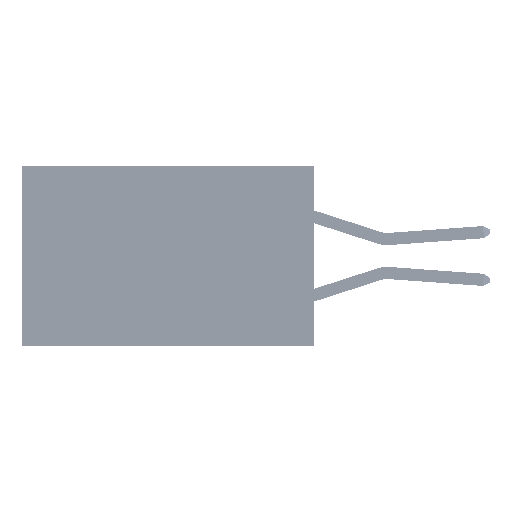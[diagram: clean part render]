
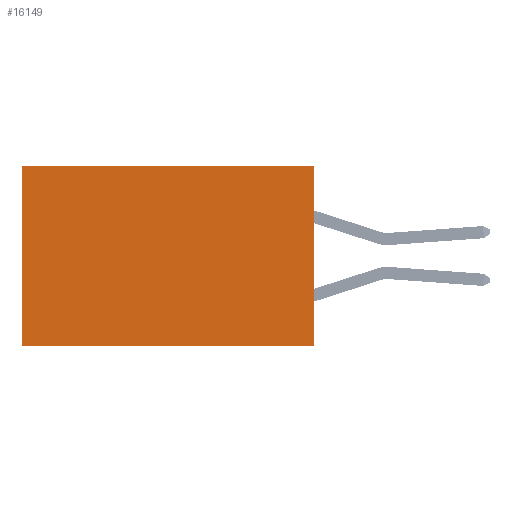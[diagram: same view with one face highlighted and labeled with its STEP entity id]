
A CAD part, left-side view. The second image highlights one B-rep face of the part: STEP entity #16149.
In plain terms, the highlighted planar face has unit normal (-1, 0, 0).
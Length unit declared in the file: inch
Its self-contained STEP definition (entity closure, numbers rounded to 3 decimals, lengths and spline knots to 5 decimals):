
#547 = AXIS2_PLACEMENT_3D ( 'NONE', #39773, #36126, #13039 ) ;
#2023 = CARTESIAN_POINT ( 'NONE',  ( 0.2875, 0., 0. ) ) ;
#2368 = CARTESIAN_POINT ( 'NONE',  ( 0.2875, 0., -0.37 ) ) ;
#3351 = CARTESIAN_POINT ( 'NONE',  ( 0.2875, 0.6, -0.37 ) ) ;
#6556 = LINE ( 'NONE', #44966, #13208 ) ;
#7728 = ORIENTED_EDGE ( 'NONE', *, *, #37599, .T. ) ;
#9107 = PLANE ( 'NONE',  #547 ) ;
#10514 = FACE_OUTER_BOUND ( 'NONE', #23200, .T. ) ;
#11387 = CARTESIAN_POINT ( 'NONE',  ( 0.2875, 0.6, 0. ) ) ;
#12897 = VECTOR ( 'NONE', #13343, 39.37008 ) ;
#13039 = DIRECTION ( 'NONE',  ( 0., 0., -1. ) ) ;
#13208 = VECTOR ( 'NONE', #18199, 39.37008 ) ;
#13343 = DIRECTION ( 'NONE',  ( 0., 0., -1. ) ) ;
#16149 = ADVANCED_FACE ( 'NONE', ( #10514 ), #9107, .F. ) ;
#17084 = CARTESIAN_POINT ( 'NONE',  ( 0.2875, 0.6, 0. ) ) ;
#17155 = VERTEX_POINT ( 'NONE', #11387 ) ;
#17608 = LINE ( 'NONE', #46997, #27801 ) ;
#18199 = DIRECTION ( 'NONE',  ( 0., 1., 0. ) ) ;
#18348 = CARTESIAN_POINT ( 'NONE',  ( 0.2875, 0., 0. ) ) ;
#18946 = LINE ( 'NONE', #18348, #27941 ) ;
#21328 = VERTEX_POINT ( 'NONE', #2368 ) ;
#23174 = LINE ( 'NONE', #17084, #12897 ) ;
#23200 = EDGE_LOOP ( 'NONE', ( #46559, #41969, #47827, #7728 ) ) ;
#23964 = DIRECTION ( 'NONE',  ( 0., 0., -1. ) ) ;
#24301 = VERTEX_POINT ( 'NONE', #2023 ) ;
#27801 = VECTOR ( 'NONE', #23964, 39.37008 ) ;
#27941 = VECTOR ( 'NONE', #45115, 39.37008 ) ;
#32405 = VERTEX_POINT ( 'NONE', #3351 ) ;
#33642 = EDGE_CURVE ( 'NONE', #17155, #32405, #23174, .T. ) ;
#34551 = EDGE_CURVE ( 'NONE', #21328, #32405, #6556, .T. ) ;
#36126 = DIRECTION ( 'NONE',  ( 1., 0., 0. ) ) ;
#37599 = EDGE_CURVE ( 'NONE', #24301, #17155, #18946, .T. ) ;
#39773 = CARTESIAN_POINT ( 'NONE',  ( 0.2875, 0., 0. ) ) ;
#41969 = ORIENTED_EDGE ( 'NONE', *, *, #34551, .F. ) ;
#44966 = CARTESIAN_POINT ( 'NONE',  ( 0.2875, 0., -0.37 ) ) ;
#45115 = DIRECTION ( 'NONE',  ( 0., 1., 0. ) ) ;
#46559 = ORIENTED_EDGE ( 'NONE', *, *, #33642, .T. ) ;
#46997 = CARTESIAN_POINT ( 'NONE',  ( 0.2875, 0., 0. ) ) ;
#47827 = ORIENTED_EDGE ( 'NONE', *, *, #48529, .F. ) ;
#48529 = EDGE_CURVE ( 'NONE', #24301, #21328, #17608, .T. ) ;
